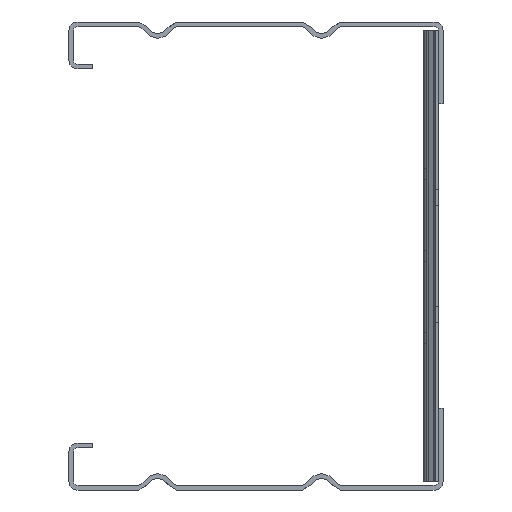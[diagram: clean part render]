
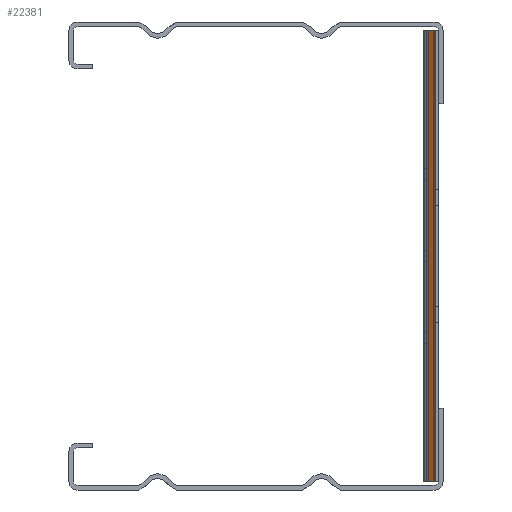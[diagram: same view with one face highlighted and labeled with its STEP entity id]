
A CAD part, left-side view. The second image highlights one B-rep face of the part: STEP entity #22381.
In plain terms, the highlighted planar face has unit normal (-0.866, 0.5, 0).
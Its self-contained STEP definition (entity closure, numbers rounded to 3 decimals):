
#10567=DIRECTION('',(0.5,0.866,0.));
#10568=VECTOR('',#10567,3.175);
#10569=CARTESIAN_POINT('',(-17.454,0.75,-96.5));
#10570=LINE('',#10569,#10568);
#10579=DIRECTION('',(0.,0.,1.));
#10580=VECTOR('',#10579,193.);
#10581=CARTESIAN_POINT('',(-15.866,3.5,-96.5));
#10582=LINE('',#10581,#10580);
#10601=DIRECTION('',(-0.5,-0.866,0.));
#10602=VECTOR('',#10601,3.175);
#10603=CARTESIAN_POINT('',(-15.866,3.5,96.5));
#10604=LINE('',#10603,#10602);
#10827=DIRECTION('',(0.,0.,-1.));
#10828=VECTOR('',#10827,193.);
#10829=CARTESIAN_POINT('',(-17.454,0.75,96.5));
#10830=LINE('',#10829,#10828);
#12001=CARTESIAN_POINT('',(-17.454,0.75,96.5));
#12003=VERTEX_POINT('',#12001);
#12009=CARTESIAN_POINT('',(-15.866,3.5,96.5));
#12010=VERTEX_POINT('',#12009);
#12017=CARTESIAN_POINT('',(-17.454,0.75,-96.5));
#12018=VERTEX_POINT('',#12017);
#12034=CARTESIAN_POINT('',(-15.866,3.5,-96.5));
#12036=VERTEX_POINT('',#12034);
#22367=CARTESIAN_POINT('',(-17.887,0.,96.5));
#22368=DIRECTION('',(-0.866,0.5,0.));
#22369=DIRECTION('',(-0.5,-0.866,0.));
#22370=AXIS2_PLACEMENT_3D('',#22367,#22368,#22369);
#22371=PLANE('',#22370);
#22372=ORIENTED_EDGE('',*,*,#22357,.T.);
#22374=ORIENTED_EDGE('',*,*,#22373,.T.);
#22376=ORIENTED_EDGE('',*,*,#22375,.T.);
#22378=ORIENTED_EDGE('',*,*,#22377,.T.);
#22379=EDGE_LOOP('',(#22372,#22374,#22376,#22378));
#22380=FACE_OUTER_BOUND('',#22379,.F.);
#22381=ADVANCED_FACE('',(#22380),#22371,.T.);
#22357=EDGE_CURVE('',#12018,#12036,#10570,.T.);
#22373=EDGE_CURVE('',#12036,#12010,#10582,.T.);
#22375=EDGE_CURVE('',#12010,#12003,#10604,.T.);
#22377=EDGE_CURVE('',#12003,#12018,#10830,.T.);
